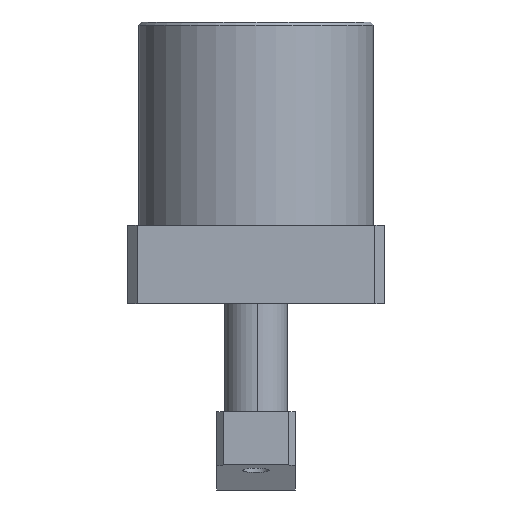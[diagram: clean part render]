
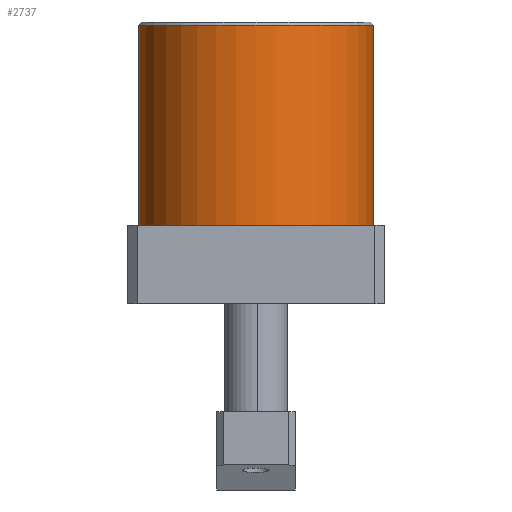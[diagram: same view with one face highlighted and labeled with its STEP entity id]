
A CAD part, front view. The second image highlights one B-rep face of the part: STEP entity #2737.
In plain terms, the highlighted cylindrical face has radius 37.5 mm (diameter 75 mm), a partial arc.
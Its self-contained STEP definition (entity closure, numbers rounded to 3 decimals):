
#15 = CARTESIAN_POINT ( 'NONE',  ( 37.5, 0., 89. ) ) ;
#45 = CARTESIAN_POINT ( 'NONE',  ( -37.5, 0., 89. ) ) ;
#123 = CARTESIAN_POINT ( 'NONE',  ( 37.5, 0., 90. ) ) ;
#124 = DIRECTION ( 'NONE',  ( 0., 0., -1. ) ) ;
#127 = CARTESIAN_POINT ( 'NONE',  ( 0., 0., 25. ) ) ;
#128 = DIRECTION ( 'NONE',  ( 0., 0., 1. ) ) ;
#129 = DIRECTION ( 'NONE',  ( 1., 0., 0. ) ) ;
#196 = CYLINDRICAL_SURFACE ( 'NONE', #5539, 37.5 ) ;
#207 = VECTOR ( 'NONE', #124, 1000. ) ;
#214 = LINE ( 'NONE', #123, #207 ) ;
#219 = CIRCLE ( 'NONE', #5531, 37.5 ) ;
#374 = LINE ( 'NONE', #4829, #376 ) ;
#376 = VECTOR ( 'NONE', #4830, 1000. ) ;
#737 = DIRECTION ( 'NONE',  ( -1., 0., 0. ) ) ;
#739 = DIRECTION ( 'NONE',  ( 0., 0., -1. ) ) ;
#741 = CARTESIAN_POINT ( 'NONE',  ( 0., 0., 90. ) ) ;
#751 = CARTESIAN_POINT ( 'NONE',  ( -37.5, 0., 25. ) ) ;
#767 = CARTESIAN_POINT ( 'NONE',  ( 37.5, 0., 25. ) ) ;
#1505 = EDGE_CURVE ( 'NONE', #3075, #3105, #3316, .T. ) ;
#2737 = ADVANCED_FACE ( 'NONE', ( #3588 ), #196, .T. ) ;
#2823 = CARTESIAN_POINT ( 'NONE',  ( 0., 0., 89. ) ) ;
#2824 = DIRECTION ( 'NONE',  ( 0., 0., -1. ) ) ;
#2825 = DIRECTION ( 'NONE',  ( 1., 0., 0. ) ) ;
#2929 = VERTEX_POINT ( 'NONE', #751 ) ;
#2949 = VERTEX_POINT ( 'NONE', #767 ) ;
#3075 = VERTEX_POINT ( 'NONE', #15 ) ;
#3105 = VERTEX_POINT ( 'NONE', #45 ) ;
#3316 = CIRCLE ( 'NONE', #5807, 37.5 ) ;
#3588 = FACE_OUTER_BOUND ( 'NONE', #5946, .T. ) ;
#3903 = ORIENTED_EDGE ( 'NONE', *, *, #5601, .T. ) ;
#3904 = ORIENTED_EDGE ( 'NONE', *, *, #5655, .T. ) ;
#3905 = ORIENTED_EDGE ( 'NONE', *, *, #1505, .T. ) ;
#3906 = ORIENTED_EDGE ( 'NONE', *, *, #5599, .F. ) ;
#4829 = CARTESIAN_POINT ( 'NONE',  ( -37.5, 0., 90. ) ) ;
#4830 = DIRECTION ( 'NONE',  ( 0., 0., -1. ) ) ;
#5531 = AXIS2_PLACEMENT_3D ( 'NONE', #127, #128, #129 ) ;
#5539 = AXIS2_PLACEMENT_3D ( 'NONE', #741, #739, #737 ) ;
#5599 = EDGE_CURVE ( 'NONE', #3075, #2949, #214, .T. ) ;
#5601 = EDGE_CURVE ( 'NONE', #2929, #2949, #219, .T. ) ;
#5655 = EDGE_CURVE ( 'NONE', #3105, #2929, #374, .T. ) ;
#5807 = AXIS2_PLACEMENT_3D ( 'NONE', #2823, #2824, #2825 ) ;
#5946 = EDGE_LOOP ( 'NONE', ( #3906, #3905, #3904, #3903 ) ) ;
